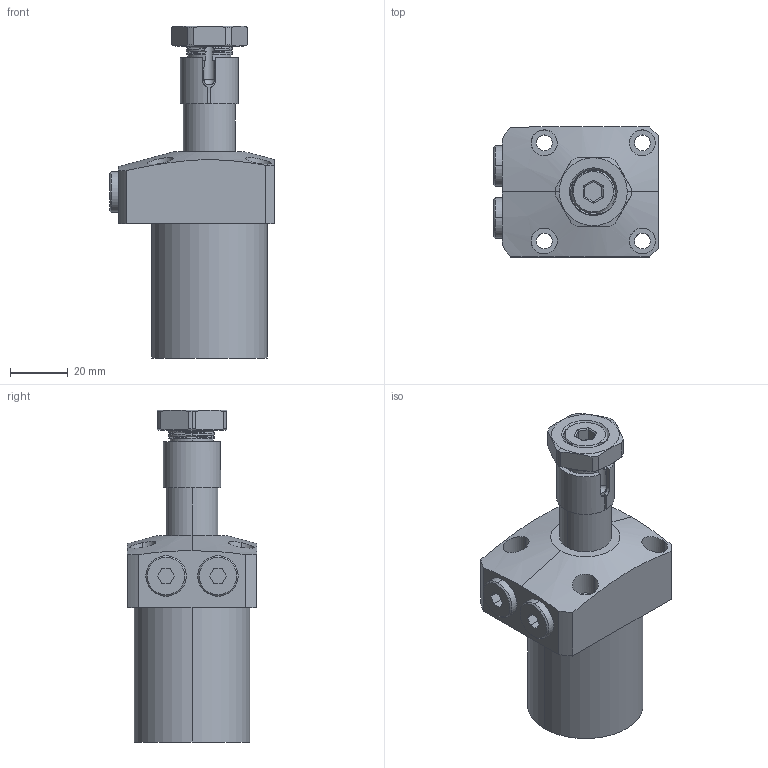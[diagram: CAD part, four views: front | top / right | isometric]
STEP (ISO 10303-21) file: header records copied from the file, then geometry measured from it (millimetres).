
FILE_DESCRIPTION (( 'STEP AP203' ), '1' );
FILE_NAME ('CHA-040SRx90G.STEP', '2019-12-06T07:49:17', ( '' ), ( '' ), 'SwSTEP 2.0', 'SolidWorks 2017', '' );
FILE_SCHEMA (( 'CONFIG_CONTROL_DESIGN' ));
Length unit declared in the file: millimetre
Products named in the file (6): CHA-040掛极; CHA-040SRx90G; CHA-040S袪杶; CHA-040蹟譫_1; G1-8黑芛; CHA-040S活塞杆
Assembly tree (6 placements, depth 2):
  CHA-040SRx90G
    CHA-040掛极
    CHA-040S活塞杆
    CHA-040S袪杶
    G1-8黑芛  x2
    CHA-040蹟譫_1
Bounding box: 57 x 45 x 115 mm (x, y, z)
Volume: 112374 mm3; surface area: 33717 mm2
Topology: 6 solids, 6 shells, 251 faces, 652 edges, 427 vertices
Faces by surface type: cylinder 135, plane 68, cone 27, bspline 20, torus 1
Entity records: 12909 total; most frequent: CARTESIAN_POINT 7517, ORIENTED_EDGE 1090, DIRECTION 887, EDGE_CURVE 545, VERTEX_POINT 357, AXIS2_PLACEMENT_3D 341, EDGE_LOOP 238, FACE_OUTER_BOUND 211
